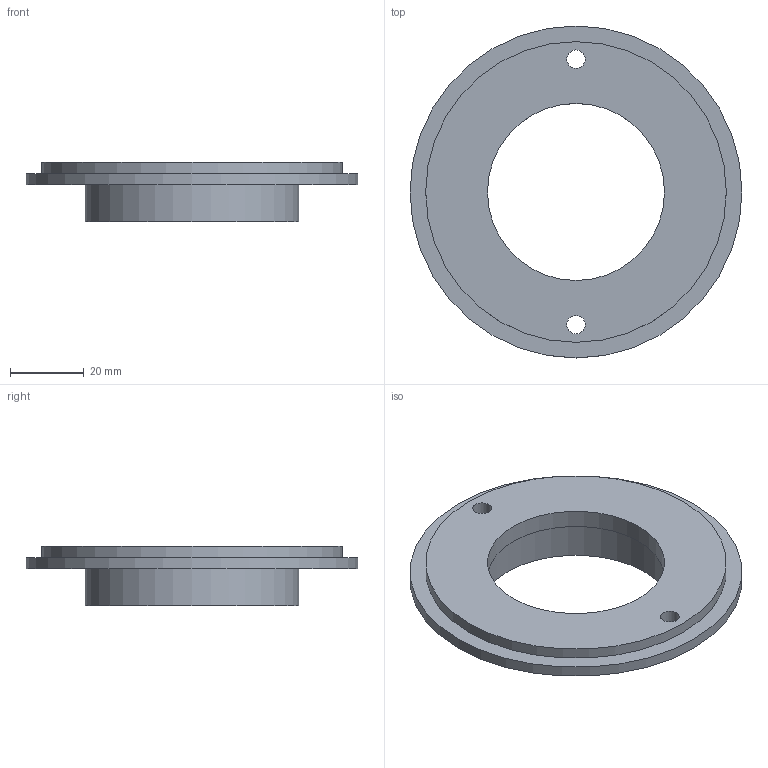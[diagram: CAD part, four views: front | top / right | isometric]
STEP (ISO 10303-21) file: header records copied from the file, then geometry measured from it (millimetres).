
FILE_DESCRIPTION(/* description */ ('STEP AP214'),/* implementation_level */ '2;1');
FILE_NAME(/* name */ '67f71b4cb2acff2e7002c024',/* time_stamp */ '2025-04-10T01:13:49Z',/* author */ (''),/* organization */ (''),/* preprocessor_version */ 'ST-DEVELOPER v20',/* originating_system */ 'ONSHAPE BY PTC INC, 1.196',/* authorisation */ ' ');
FILE_SCHEMA (('AUTOMOTIVE_DESIGN {1 0 10303 214 3 1 1}'));
Length unit declared in the file: metre
Products named in the file (1): Joint4_Cover
Bounding box: 90 x 90 x 16 mm (x, y, z)
Volume: 28512.1 mm3; surface area: 15203.7 mm2
Topology: 1 solids, 1 shells, 12 faces, 22 edges, 15 vertices
Faces by surface type: cylinder 7, plane 5
Full cylindrical faces by diameter (mm): 5 x2, 48 x1, 52 x1, 58 x1, 81.5 x1, 90 x1
Entity records: 306 total; most frequent: DIRECTION 54, CARTESIAN_POINT 41, ORIENTED_EDGE 28, EDGE_LOOP 28, FACE_BOUND 28, AXIS2_PLACEMENT_3D 27, EDGE_CURVE 14, VERTEX_POINT 14
